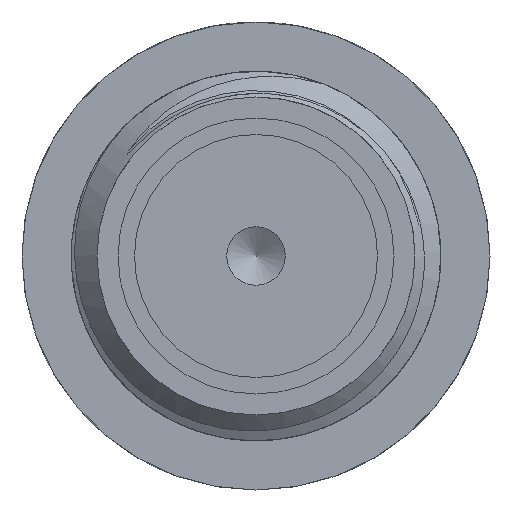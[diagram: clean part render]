
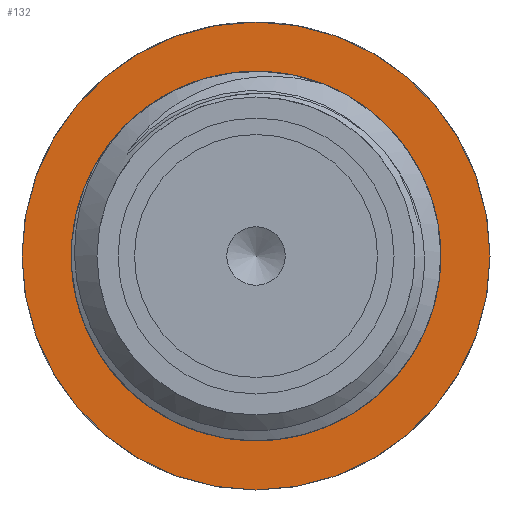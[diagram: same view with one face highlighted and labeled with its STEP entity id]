
A CAD part, left-side view. The second image highlights one B-rep face of the part: STEP entity #132.
In plain terms, the highlighted planar face has unit normal (-1, 0, 0).
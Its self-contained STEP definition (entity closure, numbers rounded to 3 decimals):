
#132 = ADVANCED_FACE( '', ( #318, #319 ), #320, .F. );
#318 = FACE_OUTER_BOUND( '', #784, .T. );
#319 = FACE_BOUND( '', #785, .T. );
#320 = PLANE( '', #786 );
#784 = EDGE_LOOP( '', ( #1803 ) );
#785 = EDGE_LOOP( '', ( #1804 ) );
#786 = AXIS2_PLACEMENT_3D( '', #1805, #1806, #1807 );
#1803 = ORIENTED_EDGE( '', *, *, #2279, .T. );
#1804 = ORIENTED_EDGE( '', *, *, #2295, .F. );
#1805 = CARTESIAN_POINT( '', ( 7.874, 0., 3.962 ) );
#1806 = DIRECTION( '', ( 1., 0., 0. ) );
#1807 = DIRECTION( '', ( 0., 0., -1. ) );
#2279 = EDGE_CURVE( '', #2557, #2557, #2558, .T. );
#2295 = EDGE_CURVE( '', #2582, #2582, #2583, .T. );
#2557 = VERTEX_POINT( '', #3127 );
#2558 = CIRCLE( '', #3128, 3.962 );
#2582 = VERTEX_POINT( '', #3200 );
#2583 = CIRCLE( '', #3201, 2.921 );
#3127 = CARTESIAN_POINT( '', ( 7.874, 0., 3.962 ) );
#3128 = AXIS2_PLACEMENT_3D( '', #3819, #3820, #3821 );
#3200 = CARTESIAN_POINT( '', ( 7.874, 0., 2.921 ) );
#3201 = AXIS2_PLACEMENT_3D( '', #3835, #3836, #3837 );
#3819 = CARTESIAN_POINT( '', ( 7.874, 0., 0. ) );
#3820 = DIRECTION( '', ( -1., 0., 0. ) );
#3821 = DIRECTION( '', ( 0., 0., 1. ) );
#3835 = CARTESIAN_POINT( '', ( 7.874, 0., 0. ) );
#3836 = DIRECTION( '', ( -1., 0., 0. ) );
#3837 = DIRECTION( '', ( 0., 0., 1. ) );
